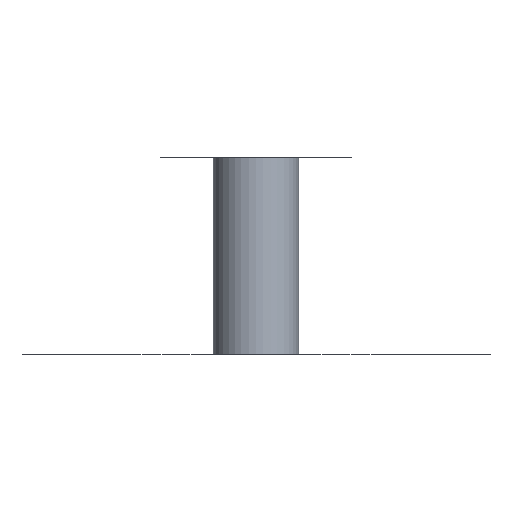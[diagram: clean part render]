
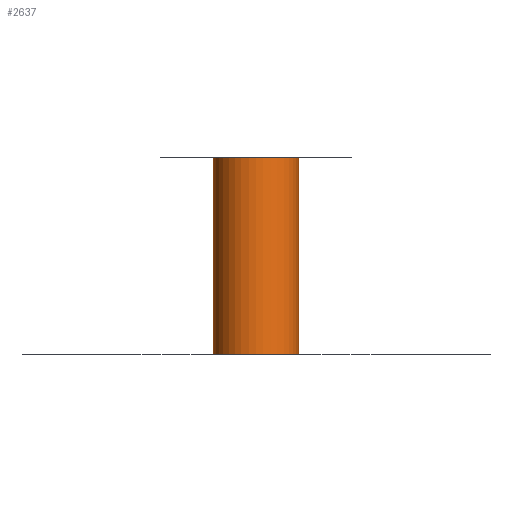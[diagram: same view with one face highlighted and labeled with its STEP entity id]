
A CAD part, front view. The second image highlights one B-rep face of the part: STEP entity #2637.
In plain terms, the highlighted cylindrical face has radius 5.405 mm (diameter 10.811 mm), a partial arc.
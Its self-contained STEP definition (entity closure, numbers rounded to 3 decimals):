
#49 = CARTESIAN_POINT ( 'NONE',  ( 9.908, 17.725, 21.636 ) ) ;
#66 = FACE_OUTER_BOUND ( 'NONE', #1923, .T. ) ;
#375 = EDGE_CURVE ( 'NONE', #842, #1657, #4572, .T. ) ;
#395 = AXIS2_PLACEMENT_3D ( 'NONE', #649, #2743, #4896 ) ;
#434 = VERTEX_POINT ( 'NONE', #1438 ) ;
#463 = CYLINDRICAL_SURFACE ( 'NONE', #897, 5.405 ) ;
#499 = ORIENTED_EDGE ( 'NONE', *, *, #2894, .T. ) ;
#555 = LINE ( 'NONE', #1395, #1809 ) ;
#585 = DIRECTION ( 'NONE',  ( 0., 0., -1. ) ) ;
#649 = CARTESIAN_POINT ( 'NONE',  ( 4.503, 17.725, 21.636 ) ) ;
#789 = CIRCLE ( 'NONE', #4610, 5.405 ) ;
#842 = VERTEX_POINT ( 'NONE', #3669 ) ;
#897 = AXIS2_PLACEMENT_3D ( 'NONE', #5242, #1818, #3111 ) ;
#1292 = ORIENTED_EDGE ( 'NONE', *, *, #5179, .F. ) ;
#1395 = CARTESIAN_POINT ( 'NONE',  ( -0.903, 17.725, 36.464 ) ) ;
#1438 = CARTESIAN_POINT ( 'NONE',  ( 9.908, 17.725, -3.364 ) ) ;
#1657 = VERTEX_POINT ( 'NONE', #49 ) ;
#1809 = VECTOR ( 'NONE', #3125, 1000. ) ;
#1818 = DIRECTION ( 'NONE',  ( 0., 0., -1. ) ) ;
#1923 = EDGE_LOOP ( 'NONE', ( #1292, #3230, #4929, #499 ) ) ;
#2490 = CARTESIAN_POINT ( 'NONE',  ( -0.903, 17.725, -3.364 ) ) ;
#2604 = DIRECTION ( 'NONE',  ( -1., 0., 0. ) ) ;
#2637 = ADVANCED_FACE ( 'NONE', ( #66 ), #463, .T. ) ;
#2743 = DIRECTION ( 'NONE',  ( 0., 0., 1. ) ) ;
#2754 = CARTESIAN_POINT ( 'NONE',  ( 9.908, 17.725, 36.464 ) ) ;
#2894 = EDGE_CURVE ( 'NONE', #5362, #434, #789, .T. ) ;
#3111 = DIRECTION ( 'NONE',  ( -1., 0., 0. ) ) ;
#3125 = DIRECTION ( 'NONE',  ( 0., 0., -1. ) ) ;
#3230 = ORIENTED_EDGE ( 'NONE', *, *, #375, .F. ) ;
#3522 = VECTOR ( 'NONE', #585, 1000. ) ;
#3669 = CARTESIAN_POINT ( 'NONE',  ( -0.903, 17.725, 21.636 ) ) ;
#4572 = CIRCLE ( 'NONE', #395, 5.405 ) ;
#4610 = AXIS2_PLACEMENT_3D ( 'NONE', #4751, #4721, #2604 ) ;
#4721 = DIRECTION ( 'NONE',  ( 0., 0., 1. ) ) ;
#4751 = CARTESIAN_POINT ( 'NONE',  ( 4.503, 17.725, -3.364 ) ) ;
#4896 = DIRECTION ( 'NONE',  ( 1., 0., 0. ) ) ;
#4929 = ORIENTED_EDGE ( 'NONE', *, *, #5184, .T. ) ;
#5179 = EDGE_CURVE ( 'NONE', #1657, #434, #5386, .T. ) ;
#5184 = EDGE_CURVE ( 'NONE', #842, #5362, #555, .T. ) ;
#5242 = CARTESIAN_POINT ( 'NONE',  ( 4.503, 17.725, 36.464 ) ) ;
#5362 = VERTEX_POINT ( 'NONE', #2490 ) ;
#5386 = LINE ( 'NONE', #2754, #3522 ) ;
